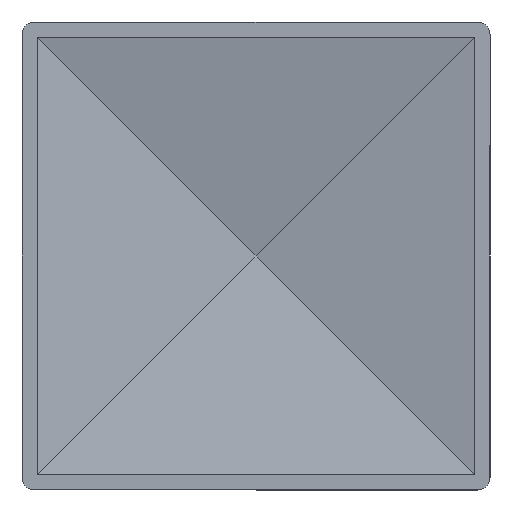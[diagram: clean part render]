
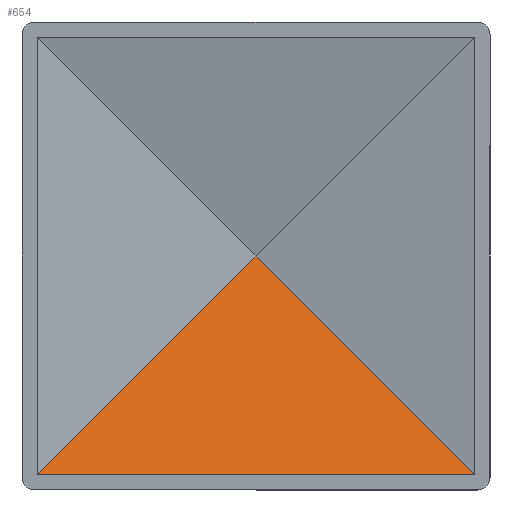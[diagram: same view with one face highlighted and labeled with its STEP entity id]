
A CAD part, front view. The second image highlights one B-rep face of the part: STEP entity #654.
In plain terms, the highlighted planar face has unit normal (0, -0.978, 0.207).
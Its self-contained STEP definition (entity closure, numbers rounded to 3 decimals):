
#98 = DIRECTION ( 'NONE',  ( 0.699, -0.148, -0.699 ) ) ;
#310 = ORIENTED_EDGE ( 'NONE', *, *, #3532, .F. ) ;
#457 = EDGE_CURVE ( 'NONE', #8802, #5244, #4727, .T. ) ;
#654 = ADVANCED_FACE ( 'NONE', ( #5289 ), #10625, .F. ) ;
#866 = LINE ( 'NONE', #2261, #8187 ) ;
#900 = VECTOR ( 'NONE', #3126, 1000. ) ;
#1085 = ORIENTED_EDGE ( 'NONE', *, *, #457, .T. ) ;
#1139 = EDGE_CURVE ( 'NONE', #8802, #5524, #5689, .T. ) ;
#2261 = CARTESIAN_POINT ( 'NONE',  ( -27.5, 5.757, -25.7 ) ) ;
#2412 = CARTESIAN_POINT ( 'NONE',  ( 0., 11.193, 0. ) ) ;
#2711 = CARTESIAN_POINT ( 'NONE',  ( 27.5, 10.714, -2.266 ) ) ;
#3126 = DIRECTION ( 'NONE',  ( -0.699, -0.148, -0.699 ) ) ;
#3532 = EDGE_CURVE ( 'NONE', #5524, #5244, #866, .T. ) ;
#4255 = CARTESIAN_POINT ( 'NONE',  ( 25.7, 5.757, -25.7 ) ) ;
#4663 = AXIS2_PLACEMENT_3D ( 'NONE', #2711, #5367, #7104 ) ;
#4727 = LINE ( 'NONE', #10053, #900 ) ;
#5052 = DIRECTION ( 'NONE',  ( -1., 0., 0. ) ) ;
#5244 = VERTEX_POINT ( 'NONE', #5299 ) ;
#5289 = FACE_OUTER_BOUND ( 'NONE', #6823, .T. ) ;
#5299 = CARTESIAN_POINT ( 'NONE',  ( -25.7, 5.757, -25.7 ) ) ;
#5313 = ORIENTED_EDGE ( 'NONE', *, *, #1139, .F. ) ;
#5367 = DIRECTION ( 'NONE',  ( 0., 0.978, -0.207 ) ) ;
#5524 = VERTEX_POINT ( 'NONE', #4255 ) ;
#5689 = LINE ( 'NONE', #11402, #10402 ) ;
#6823 = EDGE_LOOP ( 'NONE', ( #1085, #310, #5313 ) ) ;
#7104 = DIRECTION ( 'NONE',  ( 0., 0.207, 0.978 ) ) ;
#8187 = VECTOR ( 'NONE', #5052, 1000. ) ;
#8802 = VERTEX_POINT ( 'NONE', #2412 ) ;
#10053 = CARTESIAN_POINT ( 'NONE',  ( -14.607, 8.103, -14.607 ) ) ;
#10402 = VECTOR ( 'NONE', #98, 1000. ) ;
#10625 = PLANE ( 'NONE',  #4663 ) ;
#11402 = CARTESIAN_POINT ( 'NONE',  ( 14.607, 8.103, -14.607 ) ) ;
